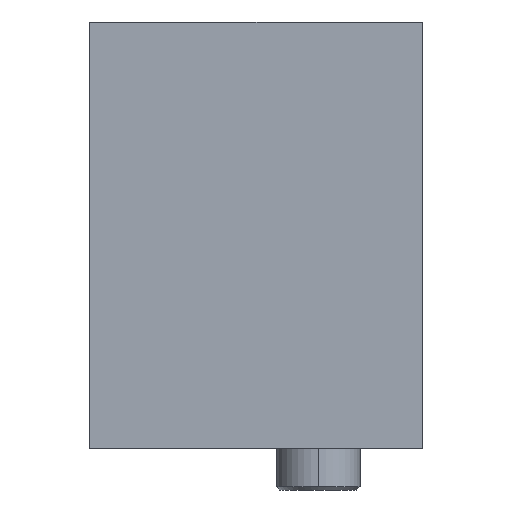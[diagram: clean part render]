
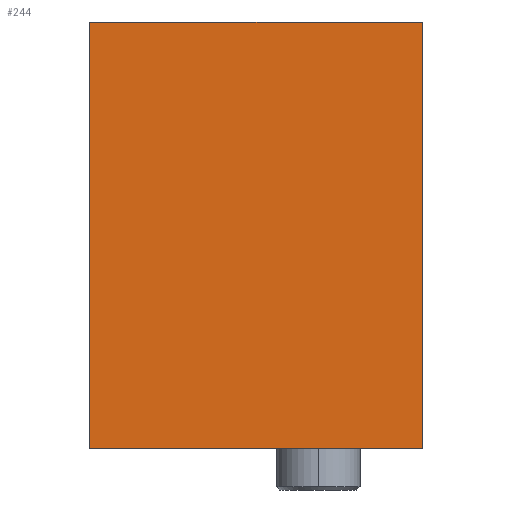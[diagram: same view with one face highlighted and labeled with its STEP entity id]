
A CAD part, left-side view. The second image highlights one B-rep face of the part: STEP entity #244.
In plain terms, the highlighted planar face has unit normal (-1, 0, 0).
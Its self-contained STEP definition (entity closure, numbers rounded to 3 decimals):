
#74 = VERTEX_POINT ( 'NONE', #888 ) ;
#95 = CARTESIAN_POINT ( 'NONE',  ( 0., 0., 20.5 ) ) ;
#98 = DIRECTION ( 'NONE',  ( 0., -1., 0. ) ) ;
#108 = VECTOR ( 'NONE', #300, 1000. ) ;
#236 = ORIENTED_EDGE ( 'NONE', *, *, #1004, .F. ) ;
#242 = DIRECTION ( 'NONE',  ( 0., 0., -1. ) ) ;
#244 = ADVANCED_FACE ( 'NONE', ( #997 ), #662, .F. ) ;
#285 = EDGE_CURVE ( 'NONE', #74, #1120, #866, .T. ) ;
#286 = DIRECTION ( 'NONE',  ( 0., 0., -1. ) ) ;
#300 = DIRECTION ( 'NONE',  ( 0., 0., -1. ) ) ;
#339 = LINE ( 'NONE', #858, #108 ) ;
#344 = EDGE_CURVE ( 'NONE', #583, #613, #994, .T. ) ;
#421 = VECTOR ( 'NONE', #242, 1000. ) ;
#474 = DIRECTION ( 'NONE',  ( 0., -1., 0. ) ) ;
#531 = ORIENTED_EDGE ( 'NONE', *, *, #786, .T. ) ;
#582 = CARTESIAN_POINT ( 'NONE',  ( 0., 0., 20.5 ) ) ;
#583 = VERTEX_POINT ( 'NONE', #811 ) ;
#600 = CARTESIAN_POINT ( 'NONE',  ( 0., 0., 20.5 ) ) ;
#613 = VERTEX_POINT ( 'NONE', #1205 ) ;
#656 = CARTESIAN_POINT ( 'NONE',  ( 0., 0., 0. ) ) ;
#662 = PLANE ( 'NONE',  #720 ) ;
#675 = LINE ( 'NONE', #600, #421 ) ;
#720 = AXIS2_PLACEMENT_3D ( 'NONE', #582, #849, #286 ) ;
#786 = EDGE_CURVE ( 'NONE', #74, #583, #339, .T. ) ;
#811 = CARTESIAN_POINT ( 'NONE',  ( 0., 16., 0. ) ) ;
#835 = VECTOR ( 'NONE', #98, 1000. ) ;
#849 = DIRECTION ( 'NONE',  ( 1., 0., 0. ) ) ;
#858 = CARTESIAN_POINT ( 'NONE',  ( 0., 16., 20.5 ) ) ;
#866 = LINE ( 'NONE', #95, #835 ) ;
#888 = CARTESIAN_POINT ( 'NONE',  ( 0., 16., 20.5 ) ) ;
#994 = LINE ( 'NONE', #656, #1137 ) ;
#997 = FACE_OUTER_BOUND ( 'NONE', #1067, .T. ) ;
#1004 = EDGE_CURVE ( 'NONE', #1120, #613, #675, .T. ) ;
#1034 = ORIENTED_EDGE ( 'NONE', *, *, #285, .F. ) ;
#1060 = CARTESIAN_POINT ( 'NONE',  ( 0., 0., 20.5 ) ) ;
#1067 = EDGE_LOOP ( 'NONE', ( #1152, #236, #1034, #531 ) ) ;
#1120 = VERTEX_POINT ( 'NONE', #1060 ) ;
#1137 = VECTOR ( 'NONE', #474, 1000. ) ;
#1152 = ORIENTED_EDGE ( 'NONE', *, *, #344, .T. ) ;
#1205 = CARTESIAN_POINT ( 'NONE',  ( 0., 0., 0. ) ) ;
